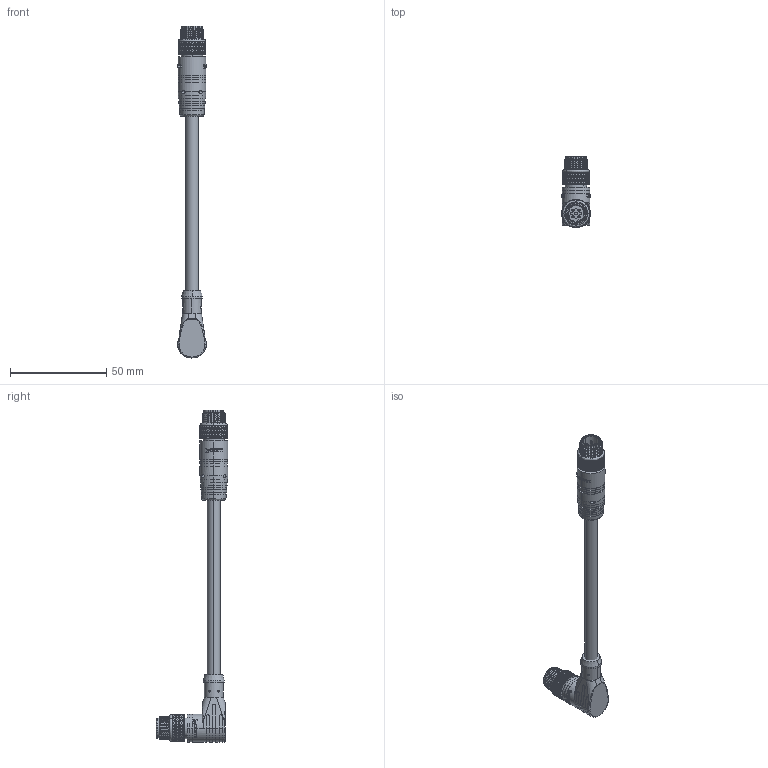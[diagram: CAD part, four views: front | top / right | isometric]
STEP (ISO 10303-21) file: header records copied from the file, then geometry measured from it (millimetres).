
FILE_DESCRIPTION (( 'STEP AP214' ), '1' );
FILE_NAME ('TRG507-T4T.STEP', '2018-05-02T11:07:41', ( '' ), ( '' ), 'SwSTEP 2.0', 'SolidWorks 2017', '' );
FILE_SCHEMA (( 'AUTOMOTIVE_DESIGN' ));
Length unit declared in the file: millimetre
Products named in the file (11): 1AJ09-153; MTN-1061_TYPE2 ; TRG507-T4T-MA1-1AL03-130_LENGTH=130MM; MTN-950_CODE D; MTN-1060_Type2; 1AA13-156; MTN-1061_Type 2 design; MTN-1060_TYPE 2; TRG507-T4T; 1AJ09-134; TRG507-T4T-MA2-Epoxy Glue
Assembly tree (11 placements, depth 4):
  TRG507-T4T
    MTN-950_CODE D
    1AA13-156
    TRG507-T4T-MA1-1AL03-130_LENGTH=130MM
    1AJ09-134
    MTN-1061_Type 2 design
      MTN-1061_TYPE2 
      MTN-1060_Type2
        MTN-1060_TYPE 2
        1AA13-156
        1AJ09-153
        TRG507-T4T-MA2-Epoxy Glue
Bounding box: 14.9 x 37.2 x 172.81 mm (x, y, z)
Volume: 21538.2 mm3; surface area: 18130.6 mm2
Topology: 9 solids, 9 shells, 5781 faces, 12281 edges, 6586 vertices
Faces by surface type: bspline 3982, cylinder 1372, plane 394, cone 26, torus 7
Entity records: 132511 total; most frequent: CARTESIAN_POINT 86591, ORIENTED_EDGE 13686, EDGE_CURVE 6843, DIRECTION 4558, VERTEX_POINT 3764, EDGE_LOOP 3243, ADVANCED_FACE 3164, FACE_OUTER_BOUND 3164
